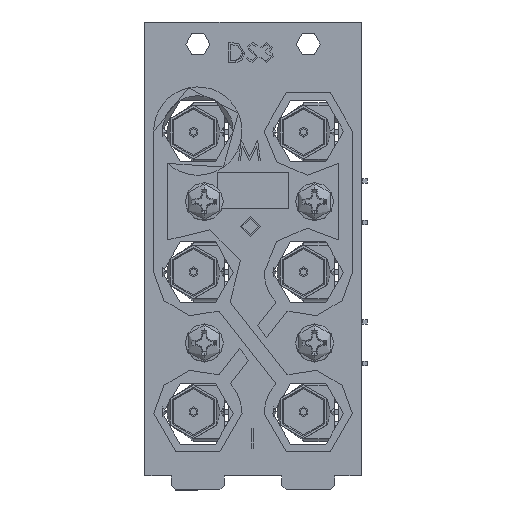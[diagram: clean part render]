
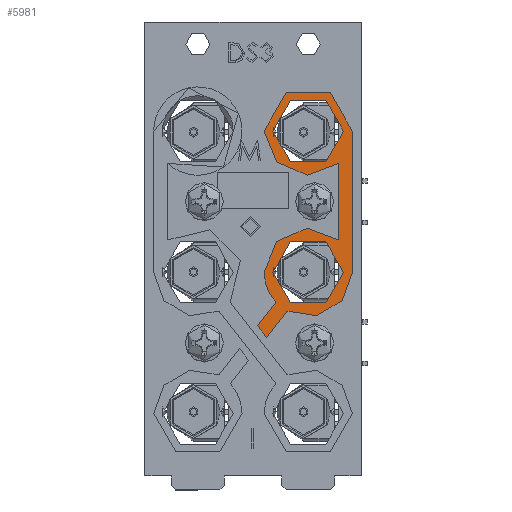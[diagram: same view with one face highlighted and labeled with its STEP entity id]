
A CAD part, top view. The second image highlights one B-rep face of the part: STEP entity #5981.
In plain terms, the highlighted planar face has unit normal (0, 0, 1).
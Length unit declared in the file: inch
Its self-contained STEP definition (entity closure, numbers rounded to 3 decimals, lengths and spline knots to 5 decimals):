
#225 = CARTESIAN_POINT ( 'NONE',  ( 0.39063, 1.5405, 0.07974 ) ) ;
#347 = ORIENTED_EDGE ( 'NONE', *, *, #35352, .T. ) ;
#768 = CARTESIAN_POINT ( 'NONE',  ( 0.64063, 1.5405, 0.07974 ) ) ;
#1485 = ORIENTED_EDGE ( 'NONE', *, *, #49066, .F. ) ;
#2115 = CARTESIAN_POINT ( 'NONE',  ( 0.39063, 1.5405, 0.07974 ) ) ;
#2834 = VERTEX_POINT ( 'NONE', #62085 ) ;
#4177 = CARTESIAN_POINT ( 'NONE',  ( 0.09517, 1.08111, 0.07974 ) ) ;
#4450 = CARTESIAN_POINT ( 'NONE',  ( 0.16131, 1.3282, 0.07974 ) ) ;
#5950 = CARTESIAN_POINT ( 'NONE',  ( 0.14062, 2.5405, 0.07974 ) ) ;
#5981 = ADVANCED_FACE ( 'NONE', ( #17729, #88984, #112293 ), #51043, .T. ) ;
#6811 = CARTESIAN_POINT ( 'NONE',  ( 0.39063, 2.5405, 0.07974 ) ) ;
#7110 = EDGE_CURVE ( 'NONE', #46443, #99642, #19380, .T. ) ;
#7325 = DIRECTION ( 'NONE',  ( 0., 0., 1. ) ) ;
#7517 = CARTESIAN_POINT ( 'NONE',  ( 0.07813, 2.5405, 0.07974 ) ) ;
#9131 = ORIENTED_EDGE ( 'NONE', *, *, #85120, .T. ) ;
#10223 = ORIENTED_EDGE ( 'NONE', *, *, #60728, .T. ) ;
#11291 = DIRECTION ( 'NONE',  ( 0.616, -0.788, 0. ) ) ;
#14005 = CARTESIAN_POINT ( 'NONE',  ( 0.03172, 1.16232, 0.07974 ) ) ;
#14196 = CIRCLE ( 'NONE', #20223, 0.25 ) ;
#15075 = EDGE_CURVE ( 'NONE', #45514, #84042, #108320, .T. ) ;
#17729 = FACE_BOUND ( 'NONE', #40620, .T. ) ;
#18460 = CIRCLE ( 'NONE', #67317, 0.3125 ) ;
#19380 = CIRCLE ( 'NONE', #101201, 0.25 ) ;
#20223 = AXIS2_PLACEMENT_3D ( 'NONE', #41732, #102939, #111785 ) ;
#20376 = DIRECTION ( 'NONE',  ( 1., 0., 0. ) ) ;
#20721 = EDGE_LOOP ( 'NONE', ( #90000, #1485 ) ) ;
#21500 = ORIENTED_EDGE ( 'NONE', *, *, #42487, .T. ) ;
#24233 = VERTEX_POINT ( 'NONE', #7517 ) ;
#24903 = AXIS2_PLACEMENT_3D ( 'NONE', #225, #70218, #79064 ) ;
#24938 = CIRCLE ( 'NONE', #104645, 0.3125 ) ;
#25265 = DIRECTION ( 'NONE',  ( 1., 0., 0. ) ) ;
#25609 = CARTESIAN_POINT ( 'NONE',  ( 0.70313, 2.5405, 0.07974 ) ) ;
#25823 = DIRECTION ( 'NONE',  ( 0., 0., 1. ) ) ;
#26451 = CARTESIAN_POINT ( 'NONE',  ( 0.24012, 1.26663, 0.07974 ) ) ;
#26953 = DIRECTION ( 'NONE',  ( 0., -1., 0. ) ) ;
#29524 = VECTOR ( 'NONE', #86780, 39.37008 ) ;
#30903 = DIRECTION ( 'NONE',  ( -0.616, -0.788, 0. ) ) ;
#34151 = CARTESIAN_POINT ( 'NONE',  ( 0.39063, 2.5405, 0.07974 ) ) ;
#35352 = EDGE_CURVE ( 'NONE', #2834, #60417, #37740, .T. ) ;
#36379 = EDGE_CURVE ( 'NONE', #82342, #38646, #39500, .T. ) ;
#37740 = LINE ( 'NONE', #25609, #29524 ) ;
#37965 = ORIENTED_EDGE ( 'NONE', *, *, #76073, .F. ) ;
#38063 = CARTESIAN_POINT ( 'NONE',  ( 0.14062, 1.5405, 0.07974 ) ) ;
#38646 = VERTEX_POINT ( 'NONE', #67365 ) ;
#39500 = LINE ( 'NONE', #26451, #79178 ) ;
#39608 = DIRECTION ( 'NONE',  ( 0., 0., 1. ) ) ;
#40620 = EDGE_LOOP ( 'NONE', ( #76497, #37965 ) ) ;
#40992 = VERTEX_POINT ( 'NONE', #78211 ) ;
#41732 = CARTESIAN_POINT ( 'NONE',  ( 0.39063, 2.5405, 0.07974 ) ) ;
#42487 = EDGE_CURVE ( 'NONE', #87102, #60422, #24938, .T. ) ;
#42942 = DIRECTION ( 'NONE',  ( 1., 0., 0. ) ) ;
#43231 = DIRECTION ( 'NONE',  ( 0.616, 0.788, 0. ) ) ;
#45514 = VERTEX_POINT ( 'NONE', #5950 ) ;
#45616 = VECTOR ( 'NONE', #11291, 39.37008 ) ;
#46443 = VERTEX_POINT ( 'NONE', #38063 ) ;
#48029 = CARTESIAN_POINT ( 'NONE',  ( 0.16131, 1.3282, 0.07974 ) ) ;
#48981 = ORIENTED_EDGE ( 'NONE', *, *, #54886, .T. ) ;
#49066 = EDGE_CURVE ( 'NONE', #84042, #45514, #14196, .T. ) ;
#49661 = CARTESIAN_POINT ( 'NONE',  ( 0.39063, 2.5405, 0.07974 ) ) ;
#49770 = CARTESIAN_POINT ( 'NONE',  ( 0.70313, 2.5405, 0.07974 ) ) ;
#50170 = DIRECTION ( 'NONE',  ( 1., 0., 0. ) ) ;
#50819 = EDGE_CURVE ( 'NONE', #40992, #87102, #96155, .T. ) ;
#51043 = PLANE ( 'NONE',  #98851 ) ;
#52030 = AXIS2_PLACEMENT_3D ( 'NONE', #6811, #69535, #25265 ) ;
#54886 = EDGE_CURVE ( 'NONE', #24233, #40992, #63888, .T. ) ;
#56402 = VECTOR ( 'NONE', #26953, 39.37008 ) ;
#57534 = DIRECTION ( 'NONE',  ( 1., 0., 0. ) ) ;
#58049 = DIRECTION ( 'NONE',  ( 1., 0., 0. ) ) ;
#58424 = DIRECTION ( 'NONE',  ( 0., 0., 1. ) ) ;
#60417 = VERTEX_POINT ( 'NONE', #49770 ) ;
#60422 = VERTEX_POINT ( 'NONE', #110992 ) ;
#60728 = EDGE_CURVE ( 'NONE', #68970, #80300, #97950, .T. ) ;
#62085 = CARTESIAN_POINT ( 'NONE',  ( 0.70313, 1.5405, 0.07974 ) ) ;
#63888 = CIRCLE ( 'NONE', #80785, 0.3125 ) ;
#64040 = EDGE_CURVE ( 'NONE', #38646, #2834, #67337, .T. ) ;
#65429 = DIRECTION ( 'NONE',  ( 0., 0., 1. ) ) ;
#67317 = AXIS2_PLACEMENT_3D ( 'NONE', #74800, #39608, #57534 ) ;
#67337 = CIRCLE ( 'NONE', #87379, 0.3125 ) ;
#67365 = CARTESIAN_POINT ( 'NONE',  ( 0.24012, 1.26663, 0.07974 ) ) ;
#68970 = VERTEX_POINT ( 'NONE', #48029 ) ;
#69244 = CARTESIAN_POINT ( 'NONE',  ( 0.39063, 1.5405, 0.07974 ) ) ;
#69535 = DIRECTION ( 'NONE',  ( 0., 0., 1. ) ) ;
#70218 = DIRECTION ( 'NONE',  ( 0., 0., 1. ) ) ;
#71773 = CARTESIAN_POINT ( 'NONE',  ( 0.60313, 1.76963, 0.07974 ) ) ;
#72507 = CARTESIAN_POINT ( 'NONE',  ( 0.64063, 2.5405, 0.07974 ) ) ;
#74800 = CARTESIAN_POINT ( 'NONE',  ( 0.39063, 2.5405, 0.07974 ) ) ;
#76073 = EDGE_CURVE ( 'NONE', #99642, #46443, #92882, .T. ) ;
#76497 = ORIENTED_EDGE ( 'NONE', *, *, #7110, .F. ) ;
#78178 = CARTESIAN_POINT ( 'NONE',  ( 0.39063, 1.5405, 0.07974 ) ) ;
#78211 = CARTESIAN_POINT ( 'NONE',  ( 0.60313, 2.31137, 0.07974 ) ) ;
#79064 = DIRECTION ( 'NONE',  ( 1., 0., 0. ) ) ;
#79178 = VECTOR ( 'NONE', #43231, 39.37008 ) ;
#80300 = VERTEX_POINT ( 'NONE', #14005 ) ;
#80785 = AXIS2_PLACEMENT_3D ( 'NONE', #49661, #58424, #58049 ) ;
#81933 = AXIS2_PLACEMENT_3D ( 'NONE', #78178, #25823, #104238 ) ;
#82342 = VERTEX_POINT ( 'NONE', #4177 ) ;
#83165 = DIRECTION ( 'NONE',  ( 0., 0., 1. ) ) ;
#84042 = VERTEX_POINT ( 'NONE', #72507 ) ;
#85120 = EDGE_CURVE ( 'NONE', #60422, #68970, #95488, .T. ) ;
#85445 = CARTESIAN_POINT ( 'NONE',  ( 0.60313, 2.31137, 0.07974 ) ) ;
#86780 = DIRECTION ( 'NONE',  ( 0., 1., 0. ) ) ;
#87102 = VERTEX_POINT ( 'NONE', #71773 ) ;
#87358 = ORIENTED_EDGE ( 'NONE', *, *, #50819, .T. ) ;
#87379 = AXIS2_PLACEMENT_3D ( 'NONE', #69244, #88414, #113680 ) ;
#88319 = ORIENTED_EDGE ( 'NONE', *, *, #64040, .T. ) ;
#88414 = DIRECTION ( 'NONE',  ( 0., 0., 1. ) ) ;
#88984 = FACE_OUTER_BOUND ( 'NONE', #96659, .T. ) ;
#90000 = ORIENTED_EDGE ( 'NONE', *, *, #15075, .F. ) ;
#91509 = CARTESIAN_POINT ( 'NONE',  ( 0.39063, 1.5405, 0.07974 ) ) ;
#92882 = CIRCLE ( 'NONE', #24903, 0.25 ) ;
#95488 = CIRCLE ( 'NONE', #81933, 0.3125 ) ;
#96155 = LINE ( 'NONE', #85445, #56402 ) ;
#96659 = EDGE_LOOP ( 'NONE', ( #105350, #48981, #87358, #21500, #9131, #10223, #98018, #100422, #88319, #347 ) ) ;
#97950 = LINE ( 'NONE', #4450, #100712 ) ;
#98018 = ORIENTED_EDGE ( 'NONE', *, *, #111150, .T. ) ;
#98851 = AXIS2_PLACEMENT_3D ( 'NONE', #34151, #7325, #42942 ) ;
#99642 = VERTEX_POINT ( 'NONE', #768 ) ;
#99731 = CARTESIAN_POINT ( 'NONE',  ( 0.03172, 1.16232, 0.07974 ) ) ;
#100422 = ORIENTED_EDGE ( 'NONE', *, *, #36379, .T. ) ;
#100712 = VECTOR ( 'NONE', #30903, 39.37008 ) ;
#101201 = AXIS2_PLACEMENT_3D ( 'NONE', #2115, #83165, #20376 ) ;
#102939 = DIRECTION ( 'NONE',  ( 0., 0., 1. ) ) ;
#104238 = DIRECTION ( 'NONE',  ( 1., 0., 0. ) ) ;
#104645 = AXIS2_PLACEMENT_3D ( 'NONE', #91509, #65429, #50170 ) ;
#104865 = EDGE_CURVE ( 'NONE', #60417, #24233, #18460, .T. ) ;
#105350 = ORIENTED_EDGE ( 'NONE', *, *, #104865, .T. ) ;
#105871 = LINE ( 'NONE', #99731, #45616 ) ;
#108320 = CIRCLE ( 'NONE', #52030, 0.25 ) ;
#110992 = CARTESIAN_POINT ( 'NONE',  ( 0.07813, 1.5405, 0.07974 ) ) ;
#111150 = EDGE_CURVE ( 'NONE', #80300, #82342, #105871, .T. ) ;
#111785 = DIRECTION ( 'NONE',  ( 1., 0., 0. ) ) ;
#112293 = FACE_BOUND ( 'NONE', #20721, .T. ) ;
#113680 = DIRECTION ( 'NONE',  ( 1., 0., 0. ) ) ;
